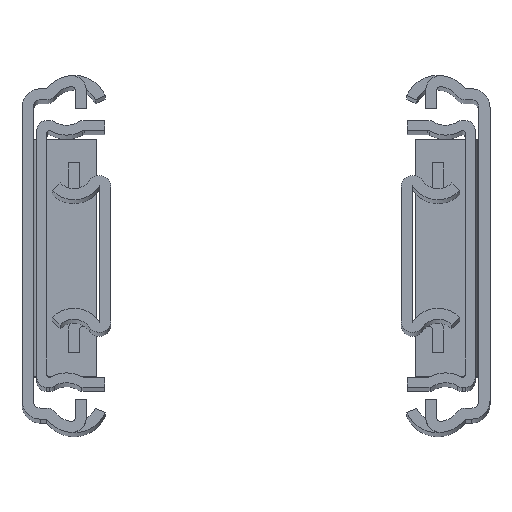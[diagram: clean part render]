
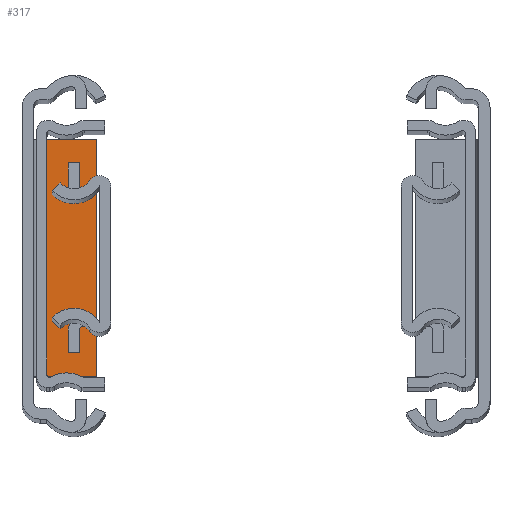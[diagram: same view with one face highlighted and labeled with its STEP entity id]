
A CAD part, top view. The second image highlights one B-rep face of the part: STEP entity #317.
In plain terms, the highlighted face is planar.
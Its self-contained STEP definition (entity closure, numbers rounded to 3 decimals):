
#317 = ADVANCED_FACE( '', ( #728 ), #729, .F. );
#728 = FACE_OUTER_BOUND( '', #1309, .T. );
#729 = PLANE( '', #1310 );
#1309 = EDGE_LOOP( '', ( #1987, #1988, #1989, #1990 ) );
#1310 = AXIS2_PLACEMENT_3D( '', #1991, #1992, #1993 );
#1987 = ORIENTED_EDGE( '', *, *, #3525, .T. );
#1988 = ORIENTED_EDGE( '', *, *, #3526, .F. );
#1989 = ORIENTED_EDGE( '', *, *, #3527, .F. );
#1990 = ORIENTED_EDGE( '', *, *, #3528, .T. );
#1991 = CARTESIAN_POINT( '', ( 4.72, 494.94, 25.4 ) );
#1992 = DIRECTION( '', ( 0., 1., 0. ) );
#1993 = DIRECTION( '', ( -1., 0., 0. ) );
#3525 = EDGE_CURVE( '', #4235, #4236, #4237, .T. );
#3526 = EDGE_CURVE( '', #4238, #4236, #4239, .T. );
#3527 = EDGE_CURVE( '', #4240, #4238, #4241, .T. );
#3528 = EDGE_CURVE( '', #4240, #4235, #4242, .T. );
#4235 = VERTEX_POINT( '', #5244 );
#4236 = VERTEX_POINT( '', #5245 );
#4237 = LINE( '', #5246, #5247 );
#4238 = VERTEX_POINT( '', #5248 );
#4239 = LINE( '', #5249, #5250 );
#4240 = VERTEX_POINT( '', #5251 );
#4241 = LINE( '', #5252, #5253 );
#4242 = LINE( '', #5254, #5255 );
#5244 = CARTESIAN_POINT( '', ( 4.72, 494.94, -25.4 ) );
#5245 = CARTESIAN_POINT( '', ( 15.837, 494.94, -25.4 ) );
#5246 = CARTESIAN_POINT( '', ( 4.72, 494.94, -25.4 ) );
#5247 = VECTOR( '', #6376, 1000. );
#5248 = CARTESIAN_POINT( '', ( 15.837, 494.94, 25.4 ) );
#5249 = CARTESIAN_POINT( '', ( 15.837, 494.94, 25.4 ) );
#5250 = VECTOR( '', #6377, 1000. );
#5251 = CARTESIAN_POINT( '', ( 4.72, 494.94, 25.4 ) );
#5252 = CARTESIAN_POINT( '', ( 4.72, 494.94, 25.4 ) );
#5253 = VECTOR( '', #6378, 1000. );
#5254 = CARTESIAN_POINT( '', ( 4.72, 494.94, 25.4 ) );
#5255 = VECTOR( '', #6379, 1000. );
#6376 = DIRECTION( '', ( 1., 0., 0. ) );
#6377 = DIRECTION( '', ( 0., 0., -1. ) );
#6378 = DIRECTION( '', ( 1., 0., 0. ) );
#6379 = DIRECTION( '', ( 0., 0., -1. ) );
